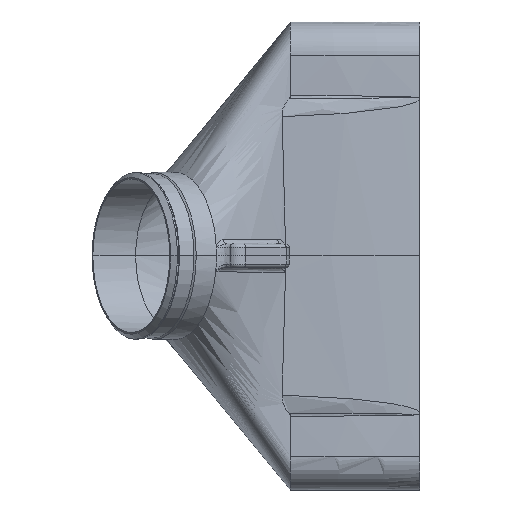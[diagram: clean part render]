
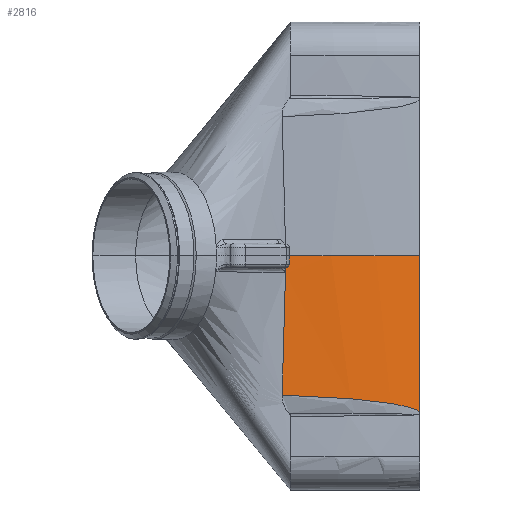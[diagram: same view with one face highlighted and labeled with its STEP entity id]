
A CAD part, top view. The second image highlights one B-rep face of the part: STEP entity #2816.
In plain terms, the highlighted cylindrical face has radius 318.81 mm (diameter 637.621 mm), a partial arc.
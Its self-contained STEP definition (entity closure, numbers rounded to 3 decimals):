
#97=CYLINDRICAL_SURFACE('',#3018,318.81);
#163=CIRCLE('',#3019,318.81);
#275=FACE_OUTER_BOUND('',#437,.T.);
#437=EDGE_LOOP('',(#2023,#2024,#2025,#2026,#2027,#2028,#2029,#2030));
#577=B_SPLINE_CURVE_WITH_KNOTS('',3,(#4124,#4125,#4126,#4127),
 .UNSPECIFIED.,.F.,.F.,(4,4),(-6.307,-6.182),
 .UNSPECIFIED.);
#578=B_SPLINE_CURVE_WITH_KNOTS('',3,(#4128,#4129,#4130,#4131),
 .UNSPECIFIED.,.F.,.F.,(4,4),(-6.182,-5.832),
 .UNSPECIFIED.);
#595=B_SPLINE_CURVE_WITH_KNOTS('',3,(#4795,#4796,#4797,#4798,#4799,#4800,
#4801,#4802,#4803,#4804,#4805,#4806,#4807,#4808,#4809,#4810,#4811,#4812,
#4813,#4814,#4815,#4816,#4817,#4818,#4819,#4820),.UNSPECIFIED.,.F.,.F.,
(4,2,2,2,2,2,2,2,2,2,2,2,4),(0.,0.005,0.019,0.051,
0.053,0.054,0.054,0.054,
0.055,0.056,0.06,0.068,
0.104),.UNSPECIFIED.);
#597=B_SPLINE_CURVE_WITH_KNOTS('',3,(#4883,#4884,#4885,#4886,#4887,#4888,
#4889,#4890,#4891,#4892,#4893),.UNSPECIFIED.,.F.,.F.,(4,1,1,1,1,1,1,1,4),
(10.546,10.577,10.72,11.007,11.581,
12.728,13.876,15.024,18.465),
 .UNSPECIFIED.);
#601=B_SPLINE_CURVE_WITH_KNOTS('',3,(#4994,#4995,#4996,#4997,#4998,#4999,
#5000,#5001,#5002,#5003,#5004,#5005,#5006,#5007,#5008,#5009,#5010,#5011,
#5012,#5013,#5014,#5015,#5016,#5017,#5018,#5019,#5020,#5021),
 .UNSPECIFIED.,.F.,.F.,(4,3,3,3,3,3,3,3,3,4),(0.,0.001,0.002,
0.016,0.03,0.032,0.048,
0.065,0.074,0.074),.UNSPECIFIED.);
#609=B_SPLINE_CURVE_WITH_KNOTS('',3,(#5486,#5487,#5488,#5489,#5490,#5491,
#5492,#5493),.UNSPECIFIED.,.F.,.F.,(4,2,2,4),(-9.819,-9.08,
-6.378,-6.36),.UNSPECIFIED.);
#757=LINE('',#5494,#943);
#943=VECTOR('',#3352,10.);
#1124=VERTEX_POINT('',#4040);
#1125=VERTEX_POINT('',#4052);
#1126=VERTEX_POINT('',#4123);
#1160=VERTEX_POINT('',#4786);
#1161=VERTEX_POINT('',#4865);
#1163=VERTEX_POINT('',#4882);
#1165=VERTEX_POINT('',#4979);
#1182=VERTEX_POINT('',#5484);
#1425=EDGE_CURVE('',#1125,#1126,#577,.T.);
#1426=EDGE_CURVE('',#1126,#1124,#578,.T.);
#1483=EDGE_CURVE('',#1125,#1160,#595,.T.);
#1485=EDGE_CURVE('',#1161,#1163,#597,.T.);
#1489=EDGE_CURVE('',#1161,#1165,#601,.F.);
#1512=EDGE_CURVE('',#1124,#1182,#163,.T.);
#1513=EDGE_CURVE('',#1163,#1160,#609,.T.);
#1514=EDGE_CURVE('',#1165,#1182,#757,.F.);
#2023=ORIENTED_EDGE('',*,*,#1512,.F.);
#2024=ORIENTED_EDGE('',*,*,#1426,.F.);
#2025=ORIENTED_EDGE('',*,*,#1425,.F.);
#2026=ORIENTED_EDGE('',*,*,#1483,.T.);
#2027=ORIENTED_EDGE('',*,*,#1513,.F.);
#2028=ORIENTED_EDGE('',*,*,#1485,.F.);
#2029=ORIENTED_EDGE('',*,*,#1489,.T.);
#2030=ORIENTED_EDGE('',*,*,#1514,.T.);
#2816=ADVANCED_FACE('',(#275),#97,.T.);
#3018=AXIS2_PLACEMENT_3D('',#5483,#3348,#3349);
#3019=AXIS2_PLACEMENT_3D('',#5485,#3350,#3351);
#3348=DIRECTION('center_axis',(0.,1.,0.));
#3349=DIRECTION('ref_axis',(0.065,0.,0.998));
#3350=DIRECTION('center_axis',(0.,1.,0.));
#3351=DIRECTION('ref_axis',(0.065,0.,0.998));
#3352=DIRECTION('',(0.,-1.,0.));
#4040=CARTESIAN_POINT('',(-39.05,0.,34.353));
#4052=CARTESIAN_POINT('',(-39.069,-9.465,34.354));
#4123=CARTESIAN_POINT('',(-39.06,-7.,34.353));
#4124=CARTESIAN_POINT('Ctrl Pts',(-39.069,-9.465,34.354));
#4125=CARTESIAN_POINT('Ctrl Pts',(-39.065,-8.643,34.354));
#4126=CARTESIAN_POINT('Ctrl Pts',(-39.063,-7.822,34.354));
#4127=CARTESIAN_POINT('Ctrl Pts',(-39.06,-7.,34.353));
#4128=CARTESIAN_POINT('Ctrl Pts',(-39.06,-7.,34.353));
#4129=CARTESIAN_POINT('Ctrl Pts',(-39.053,-4.666,34.353));
#4130=CARTESIAN_POINT('Ctrl Pts',(-39.05,-2.333,34.353));
#4131=CARTESIAN_POINT('Ctrl Pts',(-39.05,0.,
34.353));
#4786=CARTESIAN_POINT('',(-39.073,-10.522,34.355));
#4795=CARTESIAN_POINT('Ctrl Pts',(-39.069,-9.465,34.354));
#4796=CARTESIAN_POINT('Ctrl Pts',(-39.069,-9.482,34.354));
#4797=CARTESIAN_POINT('Ctrl Pts',(-39.069,-9.5,34.354));
#4798=CARTESIAN_POINT('Ctrl Pts',(-39.07,-9.565,34.354));
#4799=CARTESIAN_POINT('Ctrl Pts',(-39.07,-9.61,34.354));
#4800=CARTESIAN_POINT('Ctrl Pts',(-39.074,-9.764,34.355));
#4801=CARTESIAN_POINT('Ctrl Pts',(-39.078,-9.857,34.355));
#4802=CARTESIAN_POINT('Ctrl Pts',(-39.079,-9.968,34.355));
#4803=CARTESIAN_POINT('Ctrl Pts',(-39.079,-9.974,34.355));
#4804=CARTESIAN_POINT('Ctrl Pts',(-39.079,-9.982,34.355));
#4805=CARTESIAN_POINT('Ctrl Pts',(-39.079,-9.985,34.355));
#4806=CARTESIAN_POINT('Ctrl Pts',(-39.079,-9.988,34.355));
#4807=CARTESIAN_POINT('Ctrl Pts',(-39.079,-9.99,34.355));
#4808=CARTESIAN_POINT('Ctrl Pts',(-39.079,-9.992,34.355));
#4809=CARTESIAN_POINT('Ctrl Pts',(-39.079,-9.994,34.355));
#4810=CARTESIAN_POINT('Ctrl Pts',(-39.079,-9.997,34.355));
#4811=CARTESIAN_POINT('Ctrl Pts',(-39.079,-9.999,34.355));
#4812=CARTESIAN_POINT('Ctrl Pts',(-39.079,-10.005,34.355));
#4813=CARTESIAN_POINT('Ctrl Pts',(-39.079,-10.01,34.355));
#4814=CARTESIAN_POINT('Ctrl Pts',(-39.079,-10.026,34.355));
#4815=CARTESIAN_POINT('Ctrl Pts',(-39.079,-10.038,34.355));
#4816=CARTESIAN_POINT('Ctrl Pts',(-39.079,-10.078,34.355));
#4817=CARTESIAN_POINT('Ctrl Pts',(-39.079,-10.106,34.355));
#4818=CARTESIAN_POINT('Ctrl Pts',(-39.076,-10.253,34.355));
#4819=CARTESIAN_POINT('Ctrl Pts',(-39.072,-10.384,34.354));
#4820=CARTESIAN_POINT('Ctrl Pts',(-39.073,-10.522,34.355));
#4865=CARTESIAN_POINT('',(41.31,-93.533,17.192));
#4882=CARTESIAN_POINT('',(-41.09,-83.339,34.512));
#4883=CARTESIAN_POINT('Ctrl Pts',(41.311,-93.531,17.191));
#4884=CARTESIAN_POINT('Ctrl Pts',(41.234,-93.46,17.218));
#4885=CARTESIAN_POINT('Ctrl Pts',(40.784,-93.07,17.377));
#4886=CARTESIAN_POINT('Ctrl Pts',(39.463,-92.245,17.84));
#4887=CARTESIAN_POINT('Ctrl Pts',(36.261,-90.937,18.939));
#4888=CARTESIAN_POINT('Ctrl Pts',(29.674,-89.195,21.098));
#4889=CARTESIAN_POINT('Ctrl Pts',(19.928,-87.558,23.995));
#4890=CARTESIAN_POINT('Ctrl Pts',(7.845,-86.145,27.075));
#4891=CARTESIAN_POINT('Ctrl Pts',(-12.264,-84.439,31.378));
#4892=CARTESIAN_POINT('Ctrl Pts',(-28.708,-83.697,33.585));
#4893=CARTESIAN_POINT('Ctrl Pts',(-41.09,-83.339,34.512));
#4979=CARTESIAN_POINT('',(41.414,-94.267,17.155));
#4994=CARTESIAN_POINT('Ctrl Pts',(41.414,-94.264,17.155));
#4995=CARTESIAN_POINT('Ctrl Pts',(41.414,-94.261,17.155));
#4996=CARTESIAN_POINT('Ctrl Pts',(41.414,-94.258,17.155));
#4997=CARTESIAN_POINT('Ctrl Pts',(41.414,-94.255,17.155));
#4998=CARTESIAN_POINT('Ctrl Pts',(41.414,-94.253,17.155));
#4999=CARTESIAN_POINT('Ctrl Pts',(41.414,-94.25,17.155));
#5000=CARTESIAN_POINT('Ctrl Pts',(41.414,-94.247,17.155));
#5001=CARTESIAN_POINT('Ctrl Pts',(41.413,-94.201,17.155));
#5002=CARTESIAN_POINT('Ctrl Pts',(41.411,-94.154,17.156));
#5003=CARTESIAN_POINT('Ctrl Pts',(41.408,-94.109,17.157));
#5004=CARTESIAN_POINT('Ctrl Pts',(41.405,-94.061,17.158));
#5005=CARTESIAN_POINT('Ctrl Pts',(41.401,-94.013,17.159));
#5006=CARTESIAN_POINT('Ctrl Pts',(41.395,-93.966,17.161));
#5007=CARTESIAN_POINT('Ctrl Pts',(41.395,-93.959,17.162));
#5008=CARTESIAN_POINT('Ctrl Pts',(41.394,-93.953,17.162));
#5009=CARTESIAN_POINT('Ctrl Pts',(41.393,-93.946,17.162));
#5010=CARTESIAN_POINT('Ctrl Pts',(41.386,-93.894,17.165));
#5011=CARTESIAN_POINT('Ctrl Pts',(41.378,-93.842,17.167));
#5012=CARTESIAN_POINT('Ctrl Pts',(41.369,-93.791,17.171));
#5013=CARTESIAN_POINT('Ctrl Pts',(41.359,-93.735,17.174));
#5014=CARTESIAN_POINT('Ctrl Pts',(41.347,-93.679,17.179));
#5015=CARTESIAN_POINT('Ctrl Pts',(41.333,-93.624,17.183));
#5016=CARTESIAN_POINT('Ctrl Pts',(41.326,-93.595,17.186));
#5017=CARTESIAN_POINT('Ctrl Pts',(41.319,-93.566,17.188));
#5018=CARTESIAN_POINT('Ctrl Pts',(41.311,-93.538,17.191));
#5019=CARTESIAN_POINT('Ctrl Pts',(41.31,-93.536,17.191));
#5020=CARTESIAN_POINT('Ctrl Pts',(41.31,-93.535,17.192));
#5021=CARTESIAN_POINT('Ctrl Pts',(41.31,-93.533,17.192));
#5483=CARTESIAN_POINT('Origin',(-64.896,0.,-283.408));
#5484=CARTESIAN_POINT('',(41.414,0.,17.155));
#5485=CARTESIAN_POINT('Origin',(-64.896,0.,-283.408));
#5486=CARTESIAN_POINT('Ctrl Pts',(-41.09,-83.339,34.512));
#5487=CARTESIAN_POINT('Ctrl Pts',(-40.711,-77.963,34.484));
#5488=CARTESIAN_POINT('Ctrl Pts',(-40.432,-72.534,34.462));
#5489=CARTESIAN_POINT('Ctrl Pts',(-39.452,-49.762,34.386));
#5490=CARTESIAN_POINT('Ctrl Pts',(-39.155,-28.586,34.361));
#5491=CARTESIAN_POINT('Ctrl Pts',(-39.074,-10.756,34.355));
#5492=CARTESIAN_POINT('Ctrl Pts',(-39.073,-10.639,34.355));
#5493=CARTESIAN_POINT('Ctrl Pts',(-39.073,-10.522,34.355));
#5494=CARTESIAN_POINT('',(41.414,0.,17.155));
